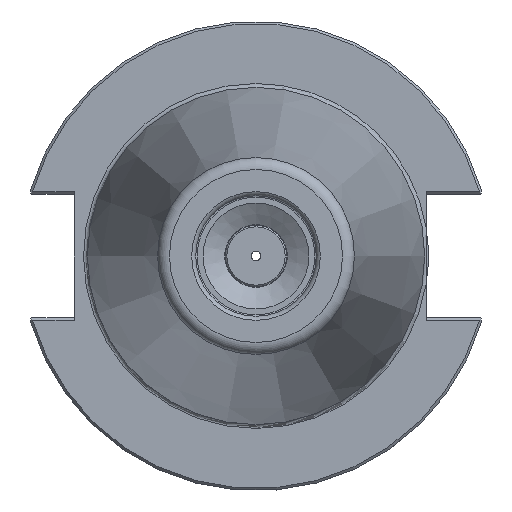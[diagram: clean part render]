
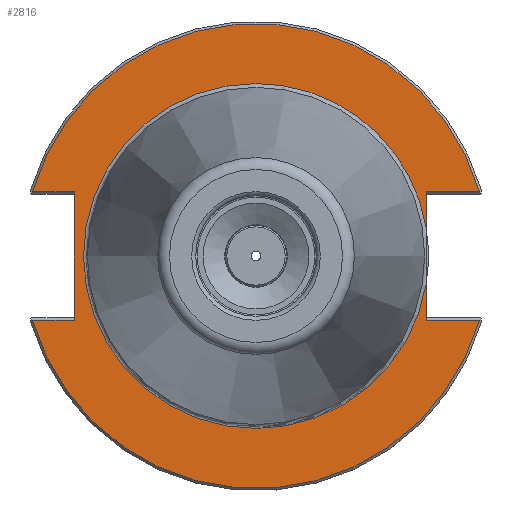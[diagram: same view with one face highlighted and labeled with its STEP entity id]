
A CAD part, left-side view. The second image highlights one B-rep face of the part: STEP entity #2816.
In plain terms, the highlighted planar face has unit normal (-1, 0, 0).
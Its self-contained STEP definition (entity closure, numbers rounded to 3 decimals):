
#217=PLANE('',#3050);
#293=FACE_OUTER_BOUND('',#457,.T.);
#457=EDGE_LOOP('',(#2006,#2007,#2008,#2009,#2010,#2011,#2012,#2013,#2014,
#2015,#2016));
#622=LINE('',#4382,#766);
#626=LINE('',#4390,#770);
#627=LINE('',#4394,#771);
#628=LINE('',#4396,#772);
#629=LINE('',#4398,#773);
#630=LINE('',#4402,#774);
#631=LINE('',#4404,#775);
#766=VECTOR('',#3518,10.);
#770=VECTOR('',#3524,10.);
#771=VECTOR('',#3527,10.);
#772=VECTOR('',#3528,10.);
#773=VECTOR('',#3529,10.);
#774=VECTOR('',#3532,10.);
#775=VECTOR('',#3533,10.);
#953=CIRCLE('',#3051,48.25);
#954=CIRCLE('',#3052,48.25);
#955=CIRCLE('',#3053,35.8);
#956=CIRCLE('',#3054,35.8);
#1174=VERTEX_POINT('',#4377);
#1175=VERTEX_POINT('',#4381);
#1178=VERTEX_POINT('',#4389);
#1179=VERTEX_POINT('',#4391);
#1180=VERTEX_POINT('',#4393);
#1181=VERTEX_POINT('',#4395);
#1182=VERTEX_POINT('',#4397);
#1183=VERTEX_POINT('',#4399);
#1184=VERTEX_POINT('',#4401);
#1185=VERTEX_POINT('',#4403);
#1186=VERTEX_POINT('',#4405);
#1499=EDGE_CURVE('',#1174,#1175,#622,.T.);
#1503=EDGE_CURVE('',#1178,#1175,#626,.T.);
#1504=EDGE_CURVE('',#1179,#1174,#953,.T.);
#1505=EDGE_CURVE('',#1180,#1179,#627,.T.);
#1506=EDGE_CURVE('',#1180,#1181,#628,.T.);
#1507=EDGE_CURVE('',#1182,#1181,#629,.T.);
#1508=EDGE_CURVE('',#1183,#1182,#954,.T.);
#1509=EDGE_CURVE('',#1184,#1183,#630,.T.);
#1510=EDGE_CURVE('',#1184,#1185,#631,.T.);
#1511=EDGE_CURVE('',#1185,#1186,#955,.T.);
#1512=EDGE_CURVE('',#1186,#1178,#956,.T.);
#2006=ORIENTED_EDGE('',*,*,#1503,.T.);
#2007=ORIENTED_EDGE('',*,*,#1499,.F.);
#2008=ORIENTED_EDGE('',*,*,#1504,.F.);
#2009=ORIENTED_EDGE('',*,*,#1505,.F.);
#2010=ORIENTED_EDGE('',*,*,#1506,.T.);
#2011=ORIENTED_EDGE('',*,*,#1507,.F.);
#2012=ORIENTED_EDGE('',*,*,#1508,.F.);
#2013=ORIENTED_EDGE('',*,*,#1509,.F.);
#2014=ORIENTED_EDGE('',*,*,#1510,.T.);
#2015=ORIENTED_EDGE('',*,*,#1511,.T.);
#2016=ORIENTED_EDGE('',*,*,#1512,.T.);
#2816=ADVANCED_FACE('',(#293),#217,.T.);
#3050=AXIS2_PLACEMENT_3D('',#4388,#3522,#3523);
#3051=AXIS2_PLACEMENT_3D('',#4392,#3525,#3526);
#3052=AXIS2_PLACEMENT_3D('',#4400,#3530,#3531);
#3053=AXIS2_PLACEMENT_3D('',#4406,#3534,#3535);
#3054=AXIS2_PLACEMENT_3D('',#4407,#3536,#3537);
#3518=DIRECTION('',(0.,1.,0.));
#3522=DIRECTION('center_axis',(-1.,0.,0.));
#3523=DIRECTION('ref_axis',(0.,0.,1.));
#3524=DIRECTION('',(0.,0.,1.));
#3525=DIRECTION('center_axis',(1.,0.,0.));
#3526=DIRECTION('ref_axis',(0.,0.,-1.));
#3527=DIRECTION('',(0.,1.,0.));
#3528=DIRECTION('',(0.,0.,-1.));
#3529=DIRECTION('',(0.,-1.,0.));
#3530=DIRECTION('center_axis',(1.,0.,0.));
#3531=DIRECTION('ref_axis',(0.,0.,-1.));
#3532=DIRECTION('',(0.,-1.,0.));
#3533=DIRECTION('',(0.,0.,1.));
#3534=DIRECTION('center_axis',(1.,0.,0.));
#3535=DIRECTION('ref_axis',(0.,0.,-1.));
#3536=DIRECTION('center_axis',(1.,0.,0.));
#3537=DIRECTION('ref_axis',(0.,0.,-1.));
#4377=CARTESIAN_POINT('',(3.175,-46.373,13.325));
#4381=CARTESIAN_POINT('',(3.175,-35.3,13.325));
#4382=CARTESIAN_POINT('',(3.175,6.475,13.325));
#4388=CARTESIAN_POINT('Origin',(3.175,48.25,0.));
#4389=CARTESIAN_POINT('',(3.175,-35.3,5.962));
#4390=CARTESIAN_POINT('',(3.175,-35.3,-6.413));
#4391=CARTESIAN_POINT('',(3.175,46.373,13.325));
#4392=CARTESIAN_POINT('Origin',(3.175,0.,0.));
#4393=CARTESIAN_POINT('',(3.175,37.7,13.325));
#4394=CARTESIAN_POINT('',(3.175,61.395,13.325));
#4395=CARTESIAN_POINT('',(3.175,37.7,-13.325));
#4396=CARTESIAN_POINT('',(3.175,37.7,6.413));
#4397=CARTESIAN_POINT('',(3.175,46.373,-13.325));
#4398=CARTESIAN_POINT('',(3.175,42.975,-13.325));
#4399=CARTESIAN_POINT('',(3.175,-46.373,-13.325));
#4400=CARTESIAN_POINT('Origin',(3.175,0.,0.));
#4401=CARTESIAN_POINT('',(3.175,-35.3,-13.325));
#4402=CARTESIAN_POINT('',(3.175,-13.707,-13.325));
#4403=CARTESIAN_POINT('',(3.175,-35.3,-5.962));
#4404=CARTESIAN_POINT('',(3.175,-35.3,-6.413));
#4405=CARTESIAN_POINT('',(3.175,0.,35.8));
#4406=CARTESIAN_POINT('Origin',(3.175,0.,0.));
#4407=CARTESIAN_POINT('Origin',(3.175,0.,0.));
